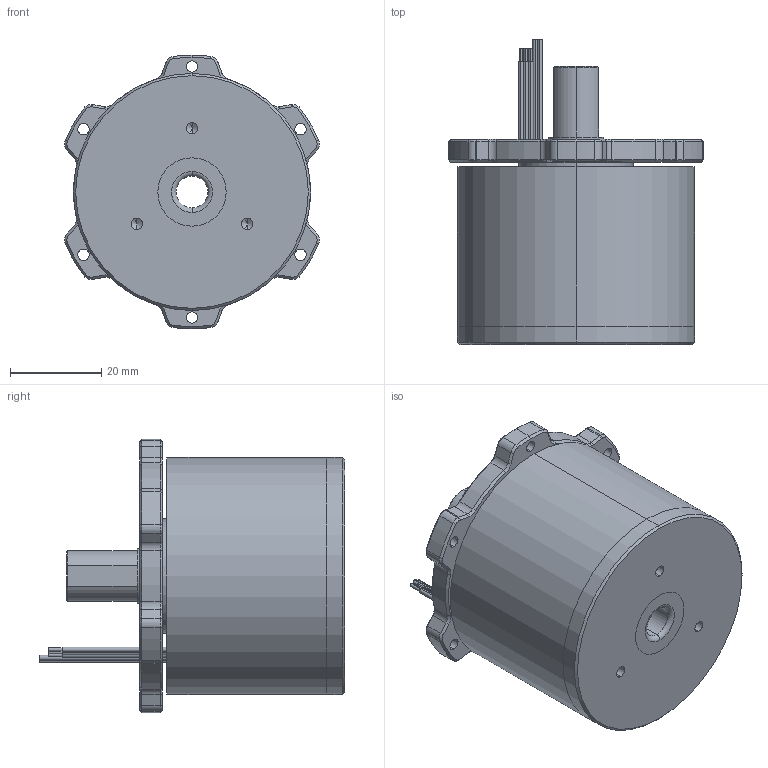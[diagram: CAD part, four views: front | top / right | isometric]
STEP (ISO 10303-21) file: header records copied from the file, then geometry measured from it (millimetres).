
FILE_DESCRIPTION (( 'STEP AP203' ), '1' );
FILE_NAME ('M0501A.STEP', '2024-03-26T06:36:22', ( '' ), ( '' ), 'SwSTEP 2.0', 'SolidWorks 2018', '' );
FILE_SCHEMA (( 'CONFIG_CONTROL_DESIGN' ));
Length unit declared in the file: millimetre
Products named in the file (1): M0501A
Bounding box: 55.87 x 67 x 60 mm (x, y, z)
Volume: 89179.5 mm3; surface area: 19123 mm2
Topology: 1 solids, 1 shells, 343 faces, 800 edges, 473 vertices
Faces by surface type: cone 138, cylinder 124, plane 77, torus 4
Entity records: 9845 total; most frequent: DIRECTION 1866, CARTESIAN_POINT 1659, ORIENTED_EDGE 1588, EDGE_CURVE 794, AXIS2_PLACEMENT_3D 744, VERTEX_POINT 473, CIRCLE 400, EDGE_LOOP 391
